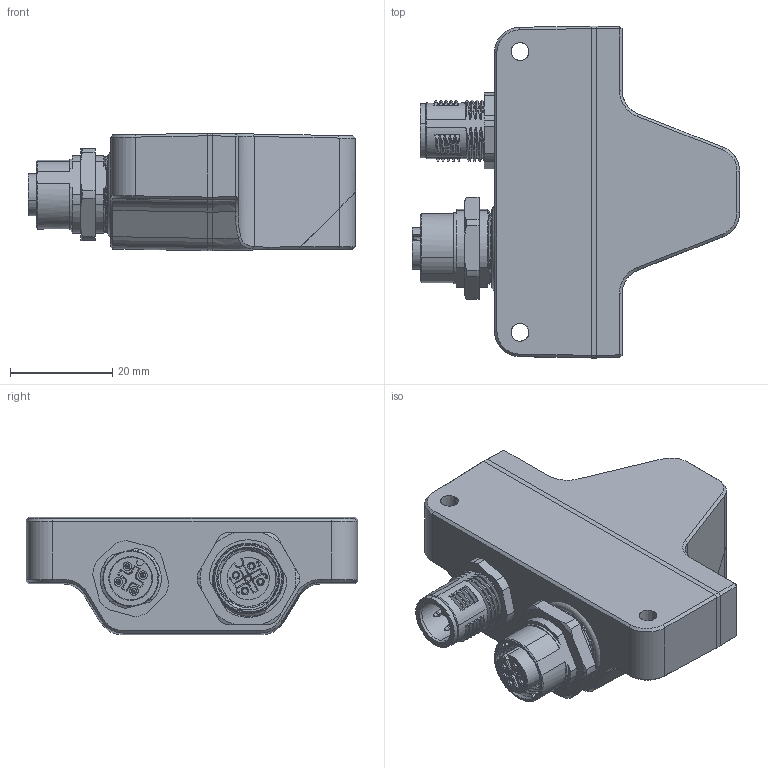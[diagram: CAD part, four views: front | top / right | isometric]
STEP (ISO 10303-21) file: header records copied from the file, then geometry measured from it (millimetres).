
FILE_DESCRIPTION(('STEP AP242'),'1');
FILE_NAME('xzbwe112a24.stp','2019-11-13T07:43:03',('TraceParts'),('TraceParts S.A.'),'Spatial InterOp 3D',' ',' ');
FILE_SCHEMA(('AP242_MANAGED_MODEL_BASED_3D_ENGINEERING_MIM_LF {1 0 10303 442 1 1 4}'));
Length unit declared in the file: millimetre
Products named in the file (1): xzbwe112a24_1
Bounding box: 64.05 x 65 x 23 mm (x, y, z)
Volume: 21957.2 mm3; surface area: 26839 mm2
Topology: 8 solids, 8 shells, 2372 faces, 6068 edges, 3771 vertices
Faces by surface type: plane 805, cylinder 737, bspline 442, cone 180, torus 150, sphere 58
Entity records: 120995 total; most frequent: CARTESIAN_POINT 47062, ORIENTED_EDGE 12070, DIRECTION 10788, EDGE_CURVE 6035, AXIS2_PLACEMENT_3D 4009, VERTEX_POINT 3771, LINE 2770, VECTOR 2770
